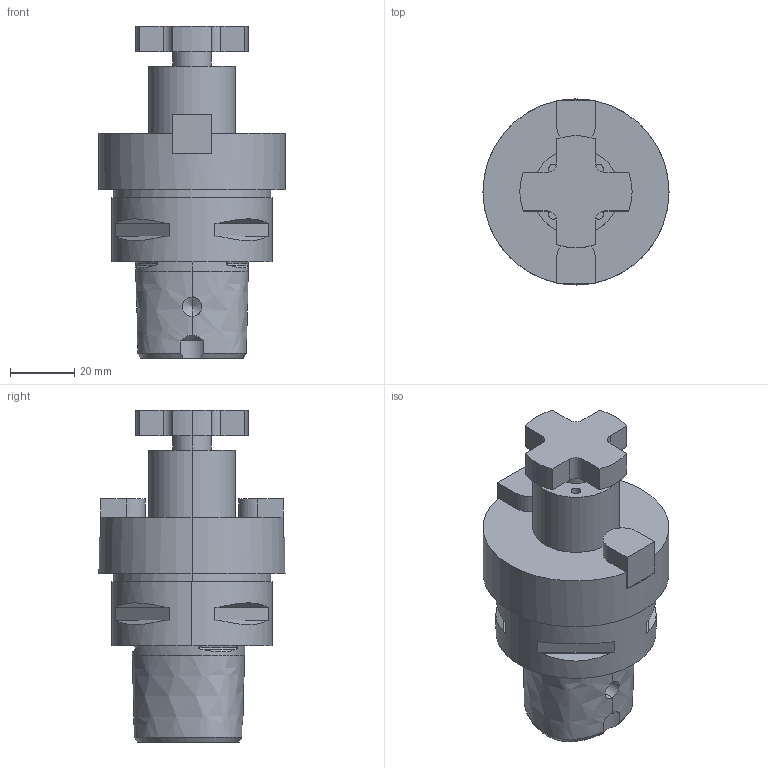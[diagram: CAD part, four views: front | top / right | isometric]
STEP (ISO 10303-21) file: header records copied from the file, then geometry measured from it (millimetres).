
FILE_DESCRIPTION (( 'STEP AP203' ), '1' );
FILE_NAME ('STP-142.157.27.040.STEP', '2020-06-02T07:14:53', ( '' ), ( '' ), 'SwSTEP 2.0', 'SolidWorks 2017', '' );
FILE_SCHEMA (( 'CONFIG_CONTROL_DESIGN' ));
Length unit declared in the file: millimetre
Products named in the file (1): STP-142.157.27.040
Bounding box: 58 x 58 x 103.5 mm (x, y, z)
Volume: 120290.2 mm3; surface area: 25302.2 mm2
Topology: 1 solids, 1 shells, 157 faces, 399 edges, 255 vertices
Faces by surface type: plane 64, cylinder 62, cone 16, torus 9, bspline 6
Entity records: 7483 total; most frequent: CARTESIAN_POINT 3684, ORIENTED_EDGE 794, DIRECTION 753, EDGE_CURVE 397, AXIS2_PLACEMENT_3D 297, VERTEX_POINT 255, EDGE_LOOP 180, LINE 159
